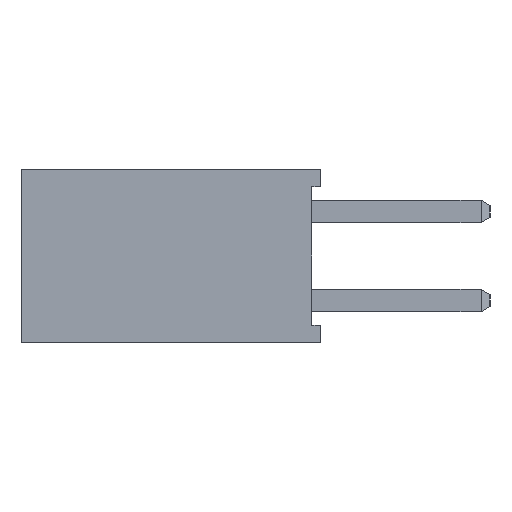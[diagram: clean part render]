
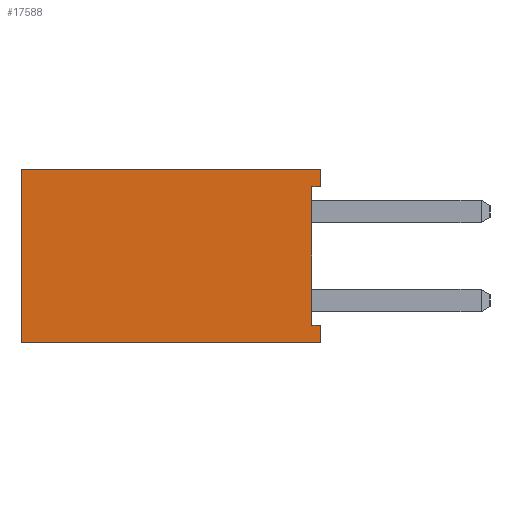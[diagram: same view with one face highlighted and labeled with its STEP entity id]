
A CAD part, left-side view. The second image highlights one B-rep face of the part: STEP entity #17588.
In plain terms, the highlighted planar face has unit normal (-1, 0, 0).
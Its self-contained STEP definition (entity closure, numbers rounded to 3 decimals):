
#234=FACE_OUTER_BOUND('',#1270,.T.);
#1270=EDGE_LOOP('',(#11967,#11968,#11969,#11970,#11971,#11972,#11973,#11974));
#2340=LINE('',#24325,#4824);
#2523=LINE('',#24674,#5007);
#2578=LINE('',#24768,#5062);
#2593=LINE('',#24796,#5077);
#2730=LINE('',#25071,#5214);
#2731=LINE('',#25072,#5215);
#2732=LINE('',#25074,#5216);
#2733=LINE('',#25075,#5217);
#4824=VECTOR('',#19691,1000.);
#5007=VECTOR('',#19876,1000.);
#5062=VECTOR('',#19933,1000.);
#5077=VECTOR('',#19962,1000.);
#5214=VECTOR('',#20101,1000.);
#5215=VECTOR('',#20102,1000.);
#5216=VECTOR('',#20103,1000.);
#5217=VECTOR('',#20104,1000.);
#7306=VERTEX_POINT('',#24322);
#7307=VERTEX_POINT('',#24324);
#7471=VERTEX_POINT('',#24671);
#7472=VERTEX_POINT('',#24673);
#7509=VERTEX_POINT('',#24765);
#7510=VERTEX_POINT('',#24767);
#7653=VERTEX_POINT('',#25070);
#7654=VERTEX_POINT('',#25073);
#8964=EDGE_CURVE('',#7306,#7307,#2340,.T.);
#9147=EDGE_CURVE('',#7472,#7471,#2523,.T.);
#9202=EDGE_CURVE('',#7510,#7509,#2578,.T.);
#9217=EDGE_CURVE('',#7510,#7306,#2593,.T.);
#9354=EDGE_CURVE('',#7471,#7653,#2730,.T.);
#9355=EDGE_CURVE('',#7653,#7307,#2731,.T.);
#9356=EDGE_CURVE('',#7509,#7654,#2732,.T.);
#9357=EDGE_CURVE('',#7654,#7472,#2733,.T.);
#11967=ORIENTED_EDGE('',*,*,#9354,.T.);
#11968=ORIENTED_EDGE('',*,*,#9355,.T.);
#11969=ORIENTED_EDGE('',*,*,#8964,.F.);
#11970=ORIENTED_EDGE('',*,*,#9217,.F.);
#11971=ORIENTED_EDGE('',*,*,#9202,.T.);
#11972=ORIENTED_EDGE('',*,*,#9356,.T.);
#11973=ORIENTED_EDGE('',*,*,#9357,.T.);
#11974=ORIENTED_EDGE('',*,*,#9147,.T.);
#16620=PLANE('',#18611);
#17588=ADVANCED_FACE('',(#234),#16620,.F.);
#18611=AXIS2_PLACEMENT_3D('',#25069,#20099,#20100);
#19691=DIRECTION('',(0.,-1.,0.));
#19876=DIRECTION('',(0.,0.,1.));
#19933=DIRECTION('',(0.,-1.,0.));
#19962=DIRECTION('',(0.,0.,1.));
#20099=DIRECTION('center_axis',(1.,0.,0.));
#20100=DIRECTION('ref_axis',(0.,0.,-1.));
#20101=DIRECTION('',(0.,-1.,0.));
#20102=DIRECTION('',(0.,0.,1.));
#20103=DIRECTION('',(0.,0.,1.));
#20104=DIRECTION('',(0.,1.,0.));
#24322=CARTESIAN_POINT('',(-21.844,8.509,2.477));
#24324=CARTESIAN_POINT('',(-21.844,0.,2.477));
#24325=CARTESIAN_POINT('',(-21.844,8.509,2.477));
#24671=CARTESIAN_POINT('',(-21.844,0.254,1.969));
#24673=CARTESIAN_POINT('',(-21.844,0.254,-1.969));
#24674=CARTESIAN_POINT('',(-21.844,0.254,-1.969));
#24765=CARTESIAN_POINT('',(-21.844,0.,-2.477));
#24767=CARTESIAN_POINT('',(-21.844,8.509,-2.477));
#24768=CARTESIAN_POINT('',(-21.844,8.509,-2.477));
#24796=CARTESIAN_POINT('',(-21.844,8.509,-2.477));
#25069=CARTESIAN_POINT('Origin',(-21.844,8.509,-2.477));
#25070=CARTESIAN_POINT('',(-21.844,0.,1.969));
#25071=CARTESIAN_POINT('',(-21.844,0.254,1.969));
#25072=CARTESIAN_POINT('',(-21.844,0.,-2.477));
#25073=CARTESIAN_POINT('',(-21.844,0.,-1.969));
#25074=CARTESIAN_POINT('',(-21.844,0.,-2.477));
#25075=CARTESIAN_POINT('',(-21.844,0.,-1.969));
